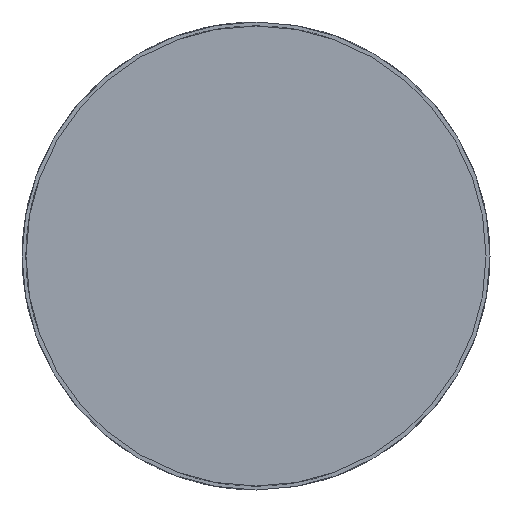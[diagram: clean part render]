
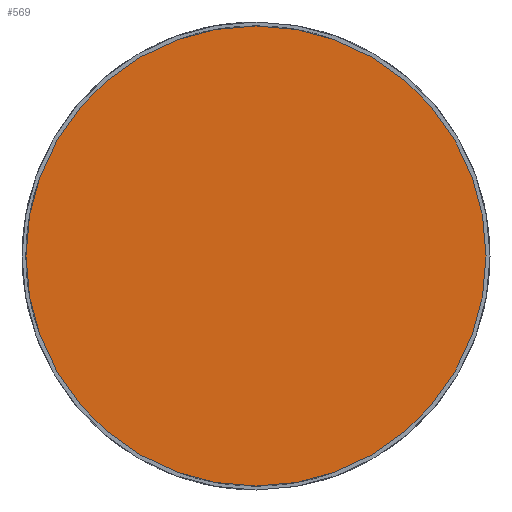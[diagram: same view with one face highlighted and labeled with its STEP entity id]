
A CAD part, left-side view. The second image highlights one B-rep face of the part: STEP entity #569.
In plain terms, the highlighted planar face has unit normal (-1, 0, 0).
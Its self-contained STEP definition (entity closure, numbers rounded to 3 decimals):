
#37 = EDGE_CURVE ( 'NONE', #132, #2233, #1991, .T. ) ;
#66 = CARTESIAN_POINT ( 'NONE',  ( -177.749, 0., 22.225 ) ) ;
#132 = VERTEX_POINT ( 'NONE', #2276 ) ;
#197 = DIRECTION ( 'NONE',  ( 0., 0., -1. ) ) ;
#219 = CIRCLE ( 'NONE', #479, 22.225 ) ;
#291 = FACE_OUTER_BOUND ( 'NONE', #1823, .T. ) ;
#304 = PLANE ( 'NONE',  #2082 ) ;
#440 = ORIENTED_EDGE ( 'NONE', *, *, #37, .F. ) ;
#479 = AXIS2_PLACEMENT_3D ( 'NONE', #1614, #2033, #197 ) ;
#569 = ADVANCED_FACE ( 'NONE', ( #291 ), #304, .F. ) ;
#887 = DIRECTION ( 'NONE',  ( 0., 0., -1. ) ) ;
#940 = EDGE_CURVE ( 'NONE', #2233, #132, #219, .T. ) ;
#1309 = DIRECTION ( 'NONE',  ( 1., 0., 0. ) ) ;
#1413 = CARTESIAN_POINT ( 'NONE',  ( -177.749, 0., 0. ) ) ;
#1614 = CARTESIAN_POINT ( 'NONE',  ( -177.749, 0., 0. ) ) ;
#1631 = DIRECTION ( 'NONE',  ( 1., 0., 0. ) ) ;
#1823 = EDGE_LOOP ( 'NONE', ( #440, #1936 ) ) ;
#1936 = ORIENTED_EDGE ( 'NONE', *, *, #940, .F. ) ;
#1991 = CIRCLE ( 'NONE', #2581, 22.225 ) ;
#2033 = DIRECTION ( 'NONE',  ( 1., 0., 0. ) ) ;
#2082 = AXIS2_PLACEMENT_3D ( 'NONE', #2118, #1309, #887 ) ;
#2118 = CARTESIAN_POINT ( 'NONE',  ( -177.749, 0., 0. ) ) ;
#2233 = VERTEX_POINT ( 'NONE', #66 ) ;
#2276 = CARTESIAN_POINT ( 'NONE',  ( -177.749, 0., -22.225 ) ) ;
#2581 = AXIS2_PLACEMENT_3D ( 'NONE', #1413, #1631, #2610 ) ;
#2610 = DIRECTION ( 'NONE',  ( 0., 0., -1. ) ) ;
